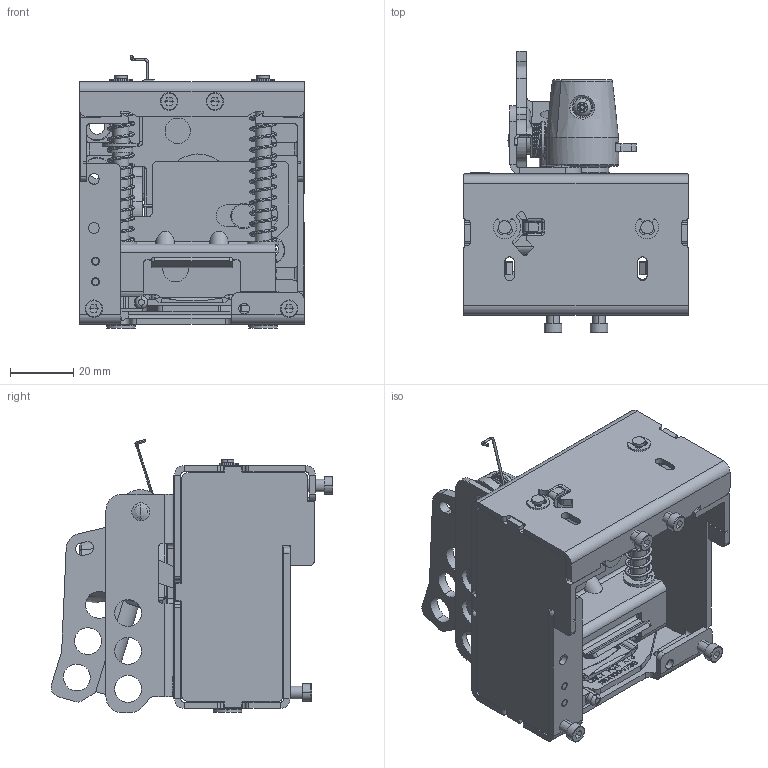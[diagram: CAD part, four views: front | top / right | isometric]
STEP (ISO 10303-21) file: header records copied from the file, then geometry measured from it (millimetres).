
FILE_DESCRIPTION((''),'2;1');
FILE_NAME('1SDR003812A1801_RHE_XT1','2020-10-13T11:18:42',('KT294540'),('GE INDUSTRIAL SOLUTIONS'),'CREO PARAMETRIC BY PTC INC, 2019164','CREO PARAMETRIC BY PTC INC, 2019164','');
FILE_SCHEMA(('AUTOMOTIVE_DESIGN { 1 0 10303 214 1 1 1 1 }'));
Products named in the file (1): 1SDR003812A1801_RHE_XT1
Bounding box: 71 x 89.08 x 86.36 mm (x, y, z)
Surface area: 80054.5 mm2 (no closed solid volume)
Topology: 0 solids, 723 shells, 2100 faces, 14818 edges, 13321 vertices
Faces by surface type: plane 1328, cylinder 524, torus 79, cone 78, bspline 67, sphere 24
Entity records: 267446 total; most frequent: CARTESIAN_POINT 144692, DIRECTION 19897, ORIENTED_EDGE 18086, EDGE_CURVE 14770, VERTEX_POINT 13319, VECTOR 12220, LINE 12220, AXIS2_PLACEMENT_3D 3822
